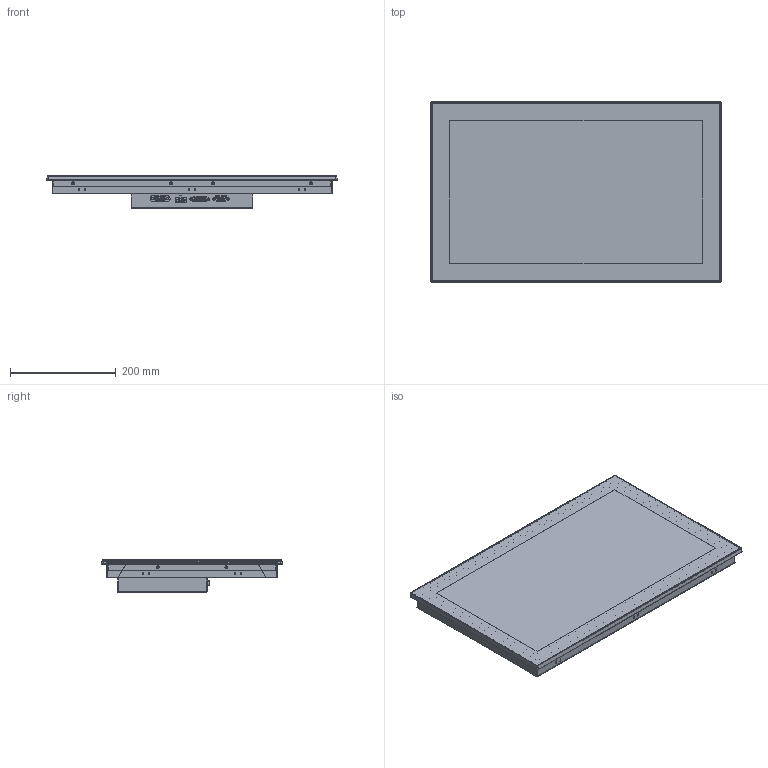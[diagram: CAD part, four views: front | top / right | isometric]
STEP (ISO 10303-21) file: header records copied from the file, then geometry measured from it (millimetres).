
FILE_DESCRIPTION((''),'2;1');
FILE_NAME('C2151-PANEL-ASSY_ASM_ASM','2019-02-13T',('Administrator'),(''),'PRO/ENGINEER BY PARAMETRIC TECHNOLOGY CORPORATION, 2014320','PRO/ENGINEER BY PARAMETRIC TECHNOLOGY CORPORATION, 2014320','');
FILE_SCHEMA(('AUTOMOTIVE_DESIGN_CC2 { 1 2 10303 214 -1 1 5 2 }'));
Products named in the file (1): C2151-PANEL-ASSY_ASM_ASM
Bounding box: 550.1 x 342.1 x 60.9 mm (x, y, z)
Volume: 2418302.1 mm3; surface area: 2057772.3 mm2
Topology: 2 solids, 51 shells, 6727 faces, 17145 edges, 11056 vertices
Faces by surface type: plane 5301, cylinder 1036, cone 186, torus 164, bspline 34, sphere 6
Entity records: 227157 total; most frequent: CARTESIAN_POINT 39461, ORIENTED_EDGE 34021, DIRECTION 32976, EDGE_CURVE 17133, VECTOR 14036, LINE 14036, VERTEX_POINT 11056, AXIS2_PLACEMENT_3D 9470
